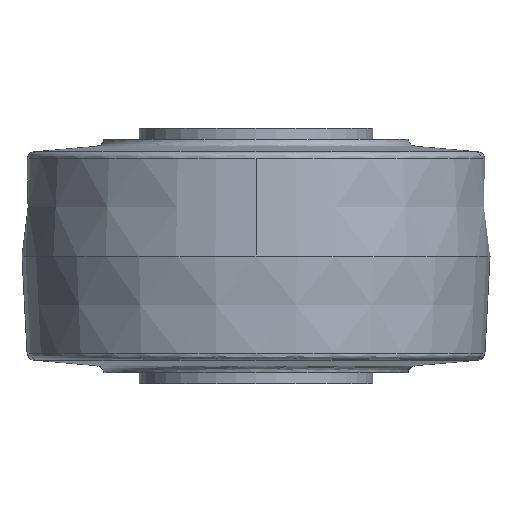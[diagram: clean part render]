
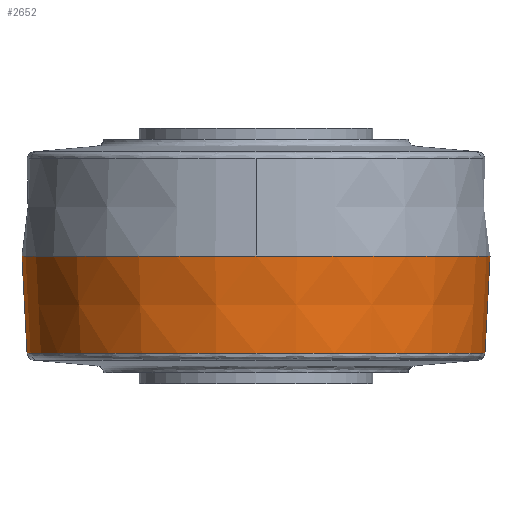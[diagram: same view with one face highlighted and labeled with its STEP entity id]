
A CAD part, front view. The second image highlights one B-rep face of the part: STEP entity #2652.
In plain terms, the highlighted conical face has half-angle 3 degrees and reference radius 50.8 mm.
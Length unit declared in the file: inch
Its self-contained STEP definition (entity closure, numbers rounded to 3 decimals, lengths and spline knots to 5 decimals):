
#14 = CARTESIAN_POINT ( 'NONE',  ( 0., -2., 0. ) ) ;
#20 = CARTESIAN_POINT ( 'NONE',  ( 0., 0., 0. ) ) ;
#73 = EDGE_LOOP ( 'NONE', ( #1014, #270, #808, #380, #2172 ) ) ;
#174 = CARTESIAN_POINT ( 'NONE',  ( 0., 0., 0. ) ) ;
#194 = VERTEX_POINT ( 'NONE', #2179 ) ;
#217 = DIRECTION ( 'NONE',  ( 1., 0., 0. ) ) ;
#219 = CARTESIAN_POINT ( 'NONE',  ( 0., 0., -0.83153 ) ) ;
#270 = ORIENTED_EDGE ( 'NONE', *, *, #2963, .T. ) ;
#302 = AXIS2_PLACEMENT_3D ( 'NONE', #20, #2859, #2429 ) ;
#380 = ORIENTED_EDGE ( 'NONE', *, *, #2692, .T. ) ;
#539 = CARTESIAN_POINT ( 'NONE',  ( -1.95642, 0., -0.83153 ) ) ;
#623 = VERTEX_POINT ( 'NONE', #14 ) ;
#663 = AXIS2_PLACEMENT_3D ( 'NONE', #219, #2361, #1870 ) ;
#808 = ORIENTED_EDGE ( 'NONE', *, *, #1864, .T. ) ;
#1003 = CARTESIAN_POINT ( 'NONE',  ( 1.95642, 0., -0.83153 ) ) ;
#1014 = ORIENTED_EDGE ( 'NONE', *, *, #2207, .F. ) ;
#1095 = VECTOR ( 'NONE', #2587, 39.37008 ) ;
#1098 = CONICAL_SURFACE ( 'NONE', #1882, 2., 0.052 ) ;
#1120 = CARTESIAN_POINT ( 'NONE',  ( 2., 0., 0. ) ) ;
#1195 = CARTESIAN_POINT ( 'NONE',  ( 0., 0., 0. ) ) ;
#1631 = DIRECTION ( 'NONE',  ( 0., 0., -1. ) ) ;
#1709 = VERTEX_POINT ( 'NONE', #1003 ) ;
#1711 = CIRCLE ( 'NONE', #302, 2. ) ;
#1848 = CIRCLE ( 'NONE', #663, 1.95642 ) ;
#1864 = EDGE_CURVE ( 'NONE', #1709, #2004, #2301, .T. ) ;
#1870 = DIRECTION ( 'NONE',  ( 1., 0., 0. ) ) ;
#1876 = VECTOR ( 'NONE', #2561, 39.37008 ) ;
#1882 = AXIS2_PLACEMENT_3D ( 'NONE', #174, #2337, #2810 ) ;
#2003 = CARTESIAN_POINT ( 'NONE',  ( 2., 0., 0. ) ) ;
#2004 = VERTEX_POINT ( 'NONE', #2003 ) ;
#2172 = ORIENTED_EDGE ( 'NONE', *, *, #2923, .T. ) ;
#2179 = CARTESIAN_POINT ( 'NONE',  ( -2., 0., 0. ) ) ;
#2207 = EDGE_CURVE ( 'NONE', #2377, #194, #2340, .T. ) ;
#2301 = LINE ( 'NONE', #1120, #1876 ) ;
#2337 = DIRECTION ( 'NONE',  ( 0., 0., 1. ) ) ;
#2340 = LINE ( 'NONE', #3025, #1095 ) ;
#2361 = DIRECTION ( 'NONE',  ( 0., 0., 1. ) ) ;
#2377 = VERTEX_POINT ( 'NONE', #539 ) ;
#2429 = DIRECTION ( 'NONE',  ( 1., 0., 0. ) ) ;
#2523 = AXIS2_PLACEMENT_3D ( 'NONE', #1195, #1631, #217 ) ;
#2561 = DIRECTION ( 'NONE',  ( 0.052, 0., 0.999 ) ) ;
#2587 = DIRECTION ( 'NONE',  ( -0.052, 0., 0.999 ) ) ;
#2652 = ADVANCED_FACE ( 'NONE', ( #2792 ), #1098, .T. ) ;
#2692 = EDGE_CURVE ( 'NONE', #2004, #623, #2819, .T. ) ;
#2792 = FACE_OUTER_BOUND ( 'NONE', #73, .T. ) ;
#2810 = DIRECTION ( 'NONE',  ( 1., 0., 0. ) ) ;
#2819 = CIRCLE ( 'NONE', #2523, 2. ) ;
#2859 = DIRECTION ( 'NONE',  ( 0., 0., -1. ) ) ;
#2923 = EDGE_CURVE ( 'NONE', #623, #194, #1711, .T. ) ;
#2963 = EDGE_CURVE ( 'NONE', #2377, #1709, #1848, .T. ) ;
#3025 = CARTESIAN_POINT ( 'NONE',  ( -2., 0., 0. ) ) ;
